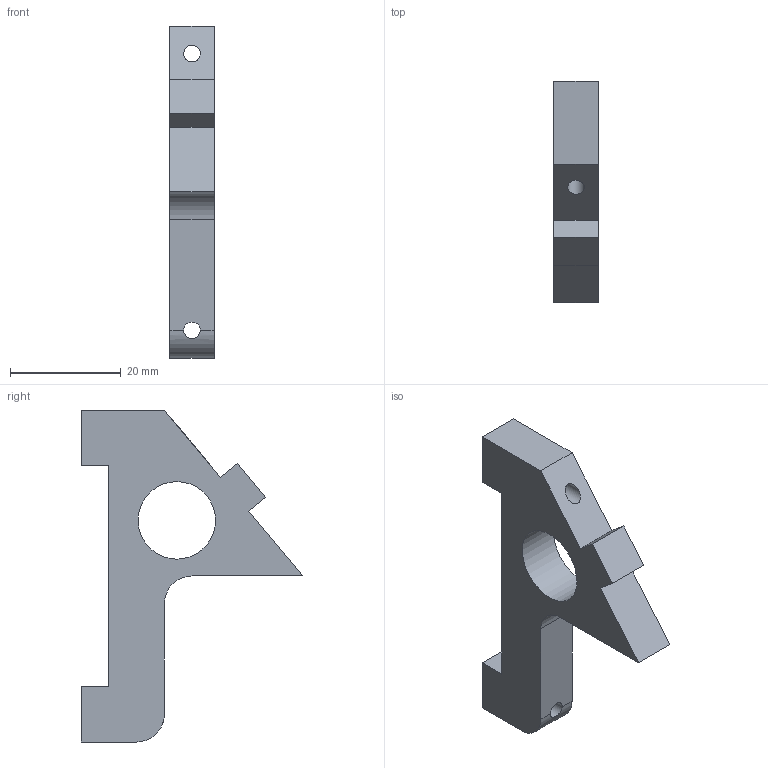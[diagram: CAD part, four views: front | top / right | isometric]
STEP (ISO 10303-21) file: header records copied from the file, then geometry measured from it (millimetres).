
FILE_DESCRIPTION(/* description */ (''),/* implementation_level */ '2;1');
FILE_NAME(/* name */ 'DisplayAndEncoderBracket.stp',/* time_stamp */ '2014-06-26T21:21:21+02:00',/* author */ (''),/* organization */ (''),/* preprocessor_version */ 'ST-DEVELOPER v15.6',/* originating_system */ 'Autodesk Translator Framework v3.0.0.6910',/* authorisation */ '');
FILE_SCHEMA (('AUTOMOTIVE_DESIGN { 1 0 10303 214 3 1 1 }'));
Length unit declared in the file: centimetre
Products named in the file (1): Displaybracket v2
Bounding box: 8 x 40 x 60 mm (x, y, z)
Volume: 7383.2 mm3; surface area: 4131.1 mm2
Topology: 1 solids, 1 shells, 21 faces, 60 edges, 40 vertices
Faces by surface type: plane 16, cylinder 5
Full cylindrical faces by diameter (mm): 3 x2, 14 x1
Entity records: 712 total; most frequent: CARTESIAN_POINT 135, ORIENTED_EDGE 112, DIRECTION 109, EDGE_CURVE 56, LINE 45, VECTOR 45, VERTEX_POINT 39, AXIS2_PLACEMENT_3D 32
